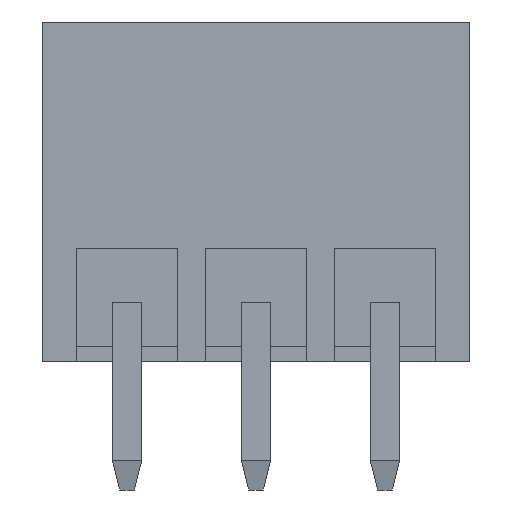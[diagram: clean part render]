
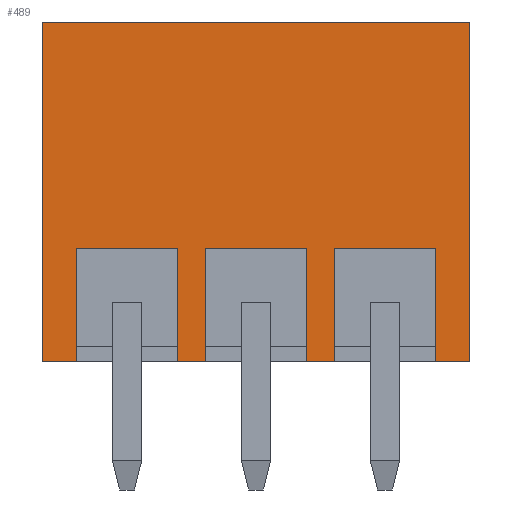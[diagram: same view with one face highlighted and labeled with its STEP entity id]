
A CAD part, front view. The second image highlights one B-rep face of the part: STEP entity #489.
In plain terms, the highlighted planar face has unit normal (0, -1, 0).
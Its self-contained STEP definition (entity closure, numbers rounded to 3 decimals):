
#489 = ADVANCED_FACE( '', ( #964 ), #965, .F. );
#964 = FACE_OUTER_BOUND( '', #1428, .T. );
#965 = PLANE( '', #1429 );
#1428 = EDGE_LOOP( '', ( #2695, #2696, #2697, #2698, #2699, #2700, #2701, #2702, #2703, #2704, #2705, #2706, #2707, #2708, #2709, #2710 ) );
#1429 = AXIS2_PLACEMENT_3D( '', #2711, #2712, #2713 );
#2695 = ORIENTED_EDGE( '', *, *, #2977, .F. );
#2696 = ORIENTED_EDGE( '', *, *, #3313, .F. );
#2697 = ORIENTED_EDGE( '', *, *, #3310, .F. );
#2698 = ORIENTED_EDGE( '', *, *, #3191, .T. );
#2699 = ORIENTED_EDGE( '', *, *, #2973, .F. );
#2700 = ORIENTED_EDGE( '', *, *, #3207, .F. );
#2701 = ORIENTED_EDGE( '', *, *, #3354, .F. );
#2702 = ORIENTED_EDGE( '', *, *, #3342, .T. );
#2703 = ORIENTED_EDGE( '', *, *, #2969, .F. );
#2704 = ORIENTED_EDGE( '', *, *, #3338, .F. );
#2705 = ORIENTED_EDGE( '', *, *, #3295, .F. );
#2706 = ORIENTED_EDGE( '', *, *, #3107, .T. );
#2707 = ORIENTED_EDGE( '', *, *, #2965, .F. );
#2708 = ORIENTED_EDGE( '', *, *, #3196, .F. );
#2709 = ORIENTED_EDGE( '', *, *, #2917, .T. );
#2710 = ORIENTED_EDGE( '', *, *, #3141, .T. );
#2711 = CARTESIAN_POINT( '', ( 5.8, -3.6, 4.6 ) );
#2712 = DIRECTION( '', ( 0., 1., 0. ) );
#2713 = DIRECTION( '', ( 0., 0., 1. ) );
#2917 = EDGE_CURVE( '', #3512, #3516, #3518, .T. );
#2965 = EDGE_CURVE( '', #3603, #3605, #3606, .T. );
#2969 = EDGE_CURVE( '', #3611, #3613, #3614, .T. );
#2973 = EDGE_CURVE( '', #3619, #3621, #3622, .T. );
#2977 = EDGE_CURVE( '', #3627, #3598, #3629, .T. );
#3107 = EDGE_CURVE( '', #3836, #3605, #3837, .T. );
#3141 = EDGE_CURVE( '', #3516, #3598, #3890, .T. );
#3191 = EDGE_CURVE( '', #3955, #3621, #3956, .T. );
#3196 = EDGE_CURVE( '', #3512, #3603, #3962, .T. );
#3207 = EDGE_CURVE( '', #3974, #3619, #3976, .T. );
#3295 = EDGE_CURVE( '', #3836, #4083, #4084, .F. );
#3310 = EDGE_CURVE( '', #3955, #4100, #4101, .F. );
#3313 = EDGE_CURVE( '', #4100, #3627, #4104, .T. );
#3338 = EDGE_CURVE( '', #4083, #3611, #4131, .T. );
#3342 = EDGE_CURVE( '', #4135, #3613, #4136, .T. );
#3354 = EDGE_CURVE( '', #4135, #3974, #4148, .F. );
#3512 = VERTEX_POINT( '', #4368 );
#3516 = VERTEX_POINT( '', #4374 );
#3518 = LINE( '', #4377, #4378 );
#3598 = VERTEX_POINT( '', #4496 );
#3603 = VERTEX_POINT( '', #4503 );
#3605 = VERTEX_POINT( '', #4506 );
#3606 = LINE( '', #4507, #4508 );
#3611 = VERTEX_POINT( '', #4515 );
#3613 = VERTEX_POINT( '', #4518 );
#3614 = LINE( '', #4519, #4520 );
#3619 = VERTEX_POINT( '', #4527 );
#3621 = VERTEX_POINT( '', #4530 );
#3622 = LINE( '', #4531, #4532 );
#3627 = VERTEX_POINT( '', #4539 );
#3629 = LINE( '', #4542, #4543 );
#3836 = VERTEX_POINT( '', #4848 );
#3837 = LINE( '', #4849, #4850 );
#3890 = LINE( '', #4927, #4928 );
#3955 = VERTEX_POINT( '', #5027 );
#3956 = LINE( '', #5028, #5029 );
#3962 = LINE( '', #5038, #5039 );
#3974 = VERTEX_POINT( '', #5055 );
#3976 = LINE( '', #5058, #5059 );
#4083 = VERTEX_POINT( '', #5221 );
#4084 = LINE( '', #5222, #5223 );
#4100 = VERTEX_POINT( '', #5246 );
#4101 = LINE( '', #5247, #5248 );
#4104 = LINE( '', #5252, #5253 );
#4131 = LINE( '', #5288, #5289 );
#4135 = VERTEX_POINT( '', #5294 );
#4136 = LINE( '', #5295, #5296 );
#4148 = LINE( '', #5312, #5313 );
#4368 = CARTESIAN_POINT( '', ( 5.8, -3.6, 4.6 ) );
#4374 = CARTESIAN_POINT( '', ( -5.8, -3.6, 4.6 ) );
#4377 = CARTESIAN_POINT( '', ( 5.8, -3.6, 4.6 ) );
#4378 = VECTOR( '', #5412, 1000. );
#4496 = CARTESIAN_POINT( '', ( -5.8, -3.6, -4.6 ) );
#4503 = CARTESIAN_POINT( '', ( 5.8, -3.6, -4.6 ) );
#4506 = CARTESIAN_POINT( '', ( 4.875, -3.6, -4.6 ) );
#4507 = CARTESIAN_POINT( '', ( 5.8, -3.6, -4.6 ) );
#4508 = VECTOR( '', #5460, 1000. );
#4515 = CARTESIAN_POINT( '', ( 2.125, -3.6, -4.6 ) );
#4518 = CARTESIAN_POINT( '', ( 1.375, -3.6, -4.6 ) );
#4519 = CARTESIAN_POINT( '', ( 5.8, -3.6, -4.6 ) );
#4520 = VECTOR( '', #5464, 1000. );
#4527 = CARTESIAN_POINT( '', ( -1.375, -3.6, -4.6 ) );
#4530 = CARTESIAN_POINT( '', ( -2.125, -3.6, -4.6 ) );
#4531 = CARTESIAN_POINT( '', ( 5.8, -3.6, -4.6 ) );
#4532 = VECTOR( '', #5468, 1000. );
#4539 = CARTESIAN_POINT( '', ( -4.875, -3.6, -4.6 ) );
#4542 = CARTESIAN_POINT( '', ( 5.8, -3.6, -4.6 ) );
#4543 = VECTOR( '', #5472, 1000. );
#4848 = CARTESIAN_POINT( '', ( 4.875, -3.6, -1.55 ) );
#4849 = CARTESIAN_POINT( '', ( 4.875, -3.6, -1.55 ) );
#4850 = VECTOR( '', #5580, 1000. );
#4927 = CARTESIAN_POINT( '', ( -5.8, -3.6, 4.6 ) );
#4928 = VECTOR( '', #5611, 1000. );
#5027 = CARTESIAN_POINT( '', ( -2.125, -3.6, -1.55 ) );
#5028 = CARTESIAN_POINT( '', ( -2.125, -3.6, -1.55 ) );
#5029 = VECTOR( '', #5652, 1000. );
#5038 = CARTESIAN_POINT( '', ( 5.8, -3.6, 4.6 ) );
#5039 = VECTOR( '', #5656, 1000. );
#5055 = CARTESIAN_POINT( '', ( -1.375, -3.6, -1.55 ) );
#5058 = CARTESIAN_POINT( '', ( -1.375, -3.6, -1.55 ) );
#5059 = VECTOR( '', #5665, 1000. );
#5221 = CARTESIAN_POINT( '', ( 2.125, -3.6, -1.55 ) );
#5222 = CARTESIAN_POINT( '', ( 2.125, -3.6, -1.55 ) );
#5223 = VECTOR( '', #5721, 1000. );
#5246 = CARTESIAN_POINT( '', ( -4.875, -3.6, -1.55 ) );
#5247 = CARTESIAN_POINT( '', ( -4.875, -3.6, -1.55 ) );
#5248 = VECTOR( '', #5732, 1000. );
#5252 = CARTESIAN_POINT( '', ( -4.875, -3.6, -1.55 ) );
#5253 = VECTOR( '', #5734, 1000. );
#5288 = CARTESIAN_POINT( '', ( 2.125, -3.6, -1.55 ) );
#5289 = VECTOR( '', #5746, 1000. );
#5294 = CARTESIAN_POINT( '', ( 1.375, -3.6, -1.55 ) );
#5295 = CARTESIAN_POINT( '', ( 1.375, -3.6, -1.55 ) );
#5296 = VECTOR( '', #5748, 1000. );
#5312 = CARTESIAN_POINT( '', ( -1.375, -3.6, -1.55 ) );
#5313 = VECTOR( '', #5753, 1000. );
#5412 = DIRECTION( '', ( -1., 0., 0. ) );
#5460 = DIRECTION( '', ( -1., 0., 0. ) );
#5464 = DIRECTION( '', ( -1., 0., 0. ) );
#5468 = DIRECTION( '', ( -1., 0., 0. ) );
#5472 = DIRECTION( '', ( -1., 0., 0. ) );
#5580 = DIRECTION( '', ( 0., 0., -1. ) );
#5611 = DIRECTION( '', ( 0., 0., -1. ) );
#5652 = DIRECTION( '', ( 0., 0., -1. ) );
#5656 = DIRECTION( '', ( 0., 0., -1. ) );
#5665 = DIRECTION( '', ( 0., 0., -1. ) );
#5721 = DIRECTION( '', ( 1., 0., 0. ) );
#5732 = DIRECTION( '', ( 1., 0., 0. ) );
#5734 = DIRECTION( '', ( 0., 0., -1. ) );
#5746 = DIRECTION( '', ( 0., 0., -1. ) );
#5748 = DIRECTION( '', ( 0., 0., -1. ) );
#5753 = DIRECTION( '', ( 1., 0., 0. ) );
